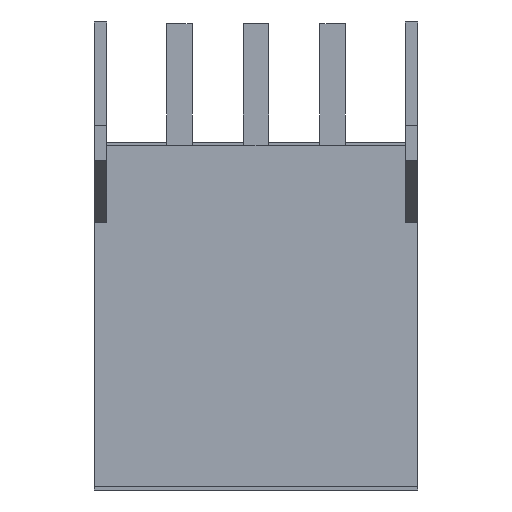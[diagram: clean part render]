
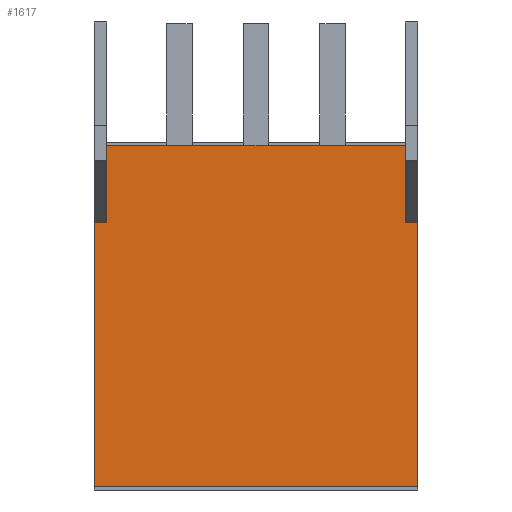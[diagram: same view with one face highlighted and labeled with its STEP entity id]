
A CAD part, front view. The second image highlights one B-rep face of the part: STEP entity #1617.
In plain terms, the highlighted planar face has unit normal (0, -1, 0).
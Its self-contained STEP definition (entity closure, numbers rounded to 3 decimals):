
#31=PLANE('',#1727);
#129=FACE_OUTER_BOUND('',#221,.T.);
#221=EDGE_LOOP('',(#1176,#1177,#1178,#1179,#1180,#1181,#1182,#1183));
#360=LINE('',#2719,#548);
#362=LINE('',#2723,#550);
#363=LINE('',#2725,#551);
#364=LINE('',#2727,#552);
#365=LINE('',#2729,#553);
#366=LINE('',#2731,#554);
#367=LINE('',#2733,#555);
#368=LINE('',#2734,#556);
#548=VECTOR('',#1873,10.);
#550=VECTOR('',#1877,10.);
#551=VECTOR('',#1878,10.);
#552=VECTOR('',#1879,10.);
#553=VECTOR('',#1880,10.);
#554=VECTOR('',#1881,10.);
#555=VECTOR('',#1882,10.);
#556=VECTOR('',#1883,10.);
#754=VERTEX_POINT('',#2716);
#755=VERTEX_POINT('',#2718);
#756=VERTEX_POINT('',#2722);
#757=VERTEX_POINT('',#2724);
#758=VERTEX_POINT('',#2726);
#759=VERTEX_POINT('',#2728);
#760=VERTEX_POINT('',#2730);
#761=VERTEX_POINT('',#2732);
#923=EDGE_CURVE('',#755,#754,#360,.T.);
#925=EDGE_CURVE('',#754,#756,#362,.T.);
#926=EDGE_CURVE('',#756,#757,#363,.T.);
#927=EDGE_CURVE('',#757,#758,#364,.T.);
#928=EDGE_CURVE('',#758,#759,#365,.T.);
#929=EDGE_CURVE('',#759,#760,#366,.T.);
#930=EDGE_CURVE('',#760,#761,#367,.T.);
#931=EDGE_CURVE('',#761,#755,#368,.T.);
#1176=ORIENTED_EDGE('',*,*,#923,.T.);
#1177=ORIENTED_EDGE('',*,*,#925,.T.);
#1178=ORIENTED_EDGE('',*,*,#926,.T.);
#1179=ORIENTED_EDGE('',*,*,#927,.T.);
#1180=ORIENTED_EDGE('',*,*,#928,.T.);
#1181=ORIENTED_EDGE('',*,*,#929,.T.);
#1182=ORIENTED_EDGE('',*,*,#930,.T.);
#1183=ORIENTED_EDGE('',*,*,#931,.T.);
#1617=ADVANCED_FACE('',(#129),#31,.T.);
#1727=AXIS2_PLACEMENT_3D('',#2721,#1875,#1876);
#1873=DIRECTION('',(1.,0.,0.));
#1875=DIRECTION('center_axis',(0.,-1.,0.));
#1876=DIRECTION('ref_axis',(0.,0.,-1.));
#1877=DIRECTION('',(0.,0.,1.));
#1878=DIRECTION('',(-1.,0.,0.));
#1879=DIRECTION('',(0.,0.,1.));
#1880=DIRECTION('',(-1.,0.,0.));
#1881=DIRECTION('',(0.,0.,-1.));
#1882=DIRECTION('',(-1.,0.,0.));
#1883=DIRECTION('',(0.,0.,-1.));
#2716=CARTESIAN_POINT('',(5.25,-9.,-5.55));
#2718=CARTESIAN_POINT('',(-5.25,-9.,-5.55));
#2719=CARTESIAN_POINT('',(0.,-9.,-5.55));
#2721=CARTESIAN_POINT('Origin',(0.,-9.,0.));
#2722=CARTESIAN_POINT('',(5.25,-9.,3.05));
#2723=CARTESIAN_POINT('',(5.25,-9.,-5.65));
#2724=CARTESIAN_POINT('',(4.85,-9.,3.05));
#2725=CARTESIAN_POINT('',(2.625,-9.,3.05));
#2726=CARTESIAN_POINT('',(4.85,-9.,5.55));
#2727=CARTESIAN_POINT('',(4.85,-9.,3.15));
#2728=CARTESIAN_POINT('',(-4.85,-9.,5.55));
#2729=CARTESIAN_POINT('',(0.,-9.,5.55));
#2730=CARTESIAN_POINT('',(-4.85,-9.,3.05));
#2731=CARTESIAN_POINT('',(-4.85,-9.,3.15));
#2732=CARTESIAN_POINT('',(-5.25,-9.,3.05));
#2733=CARTESIAN_POINT('',(-2.625,-9.,3.05));
#2734=CARTESIAN_POINT('',(-5.25,-9.,5.65));
